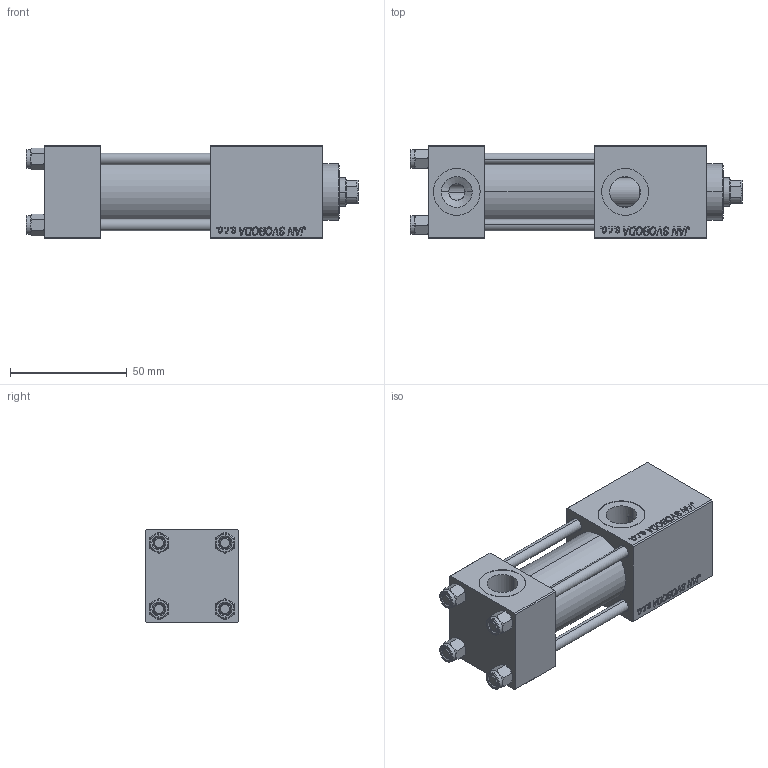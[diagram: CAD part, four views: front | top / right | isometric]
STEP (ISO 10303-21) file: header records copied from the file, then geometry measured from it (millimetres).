
FILE_DESCRIPTION (( 'STEP AP203' ), '1' );
FILE_NAME ('5dc1.STEP', '2023-08-26T14:47:58', ( '' ), ( '' ), 'SwSTEP 2.0', 'SolidWorks 2019', '' );
FILE_SCHEMA (( 'CONFIG_CONTROL_DESIGN' ));
Length unit declared in the file: millimetre
Products named in the file (6): V215CR_C_Body f80549d4262695a8e292810b1de28c96; V215CR_VCP_C f80549d4262695a8e292810b1de28c96; V215CR_C_TYCINKA f80549d4262695a8e292810b1de28c96; V215_VC_A f80549d4262695a8e292810b1de28c96; 5dc1; NUT_M5_C f80549d4262695a8e292810b1de28c96
Assembly tree (11 placements, depth 2):
  5dc1
    V215CR_C_Body f80549d4262695a8e292810b1de28c96
    V215CR_VCP_C f80549d4262695a8e292810b1de28c96
    NUT_M5_C f80549d4262695a8e292810b1de28c96  x4
    V215CR_C_TYCINKA f80549d4262695a8e292810b1de28c96  x4
    V215_VC_A f80549d4262695a8e292810b1de28c96
Bounding box: 142 x 40 x 40 mm (x, y, z)
Volume: 142389.1 mm3; surface area: 54442 mm2
Topology: 11 solids, 11 shells, 1147 faces, 2871 edges, 1861 vertices
Faces by surface type: plane 525, bspline 392, cone 136, cylinder 86, torus 8
Entity records: 50151 total; most frequent: CARTESIAN_POINT 27092, ORIENTED_EDGE 5234, DIRECTION 3291, EDGE_CURVE 2617, VERTEX_POINT 1717, VECTOR 1587, LINE 1587, EDGE_LOOP 1154
